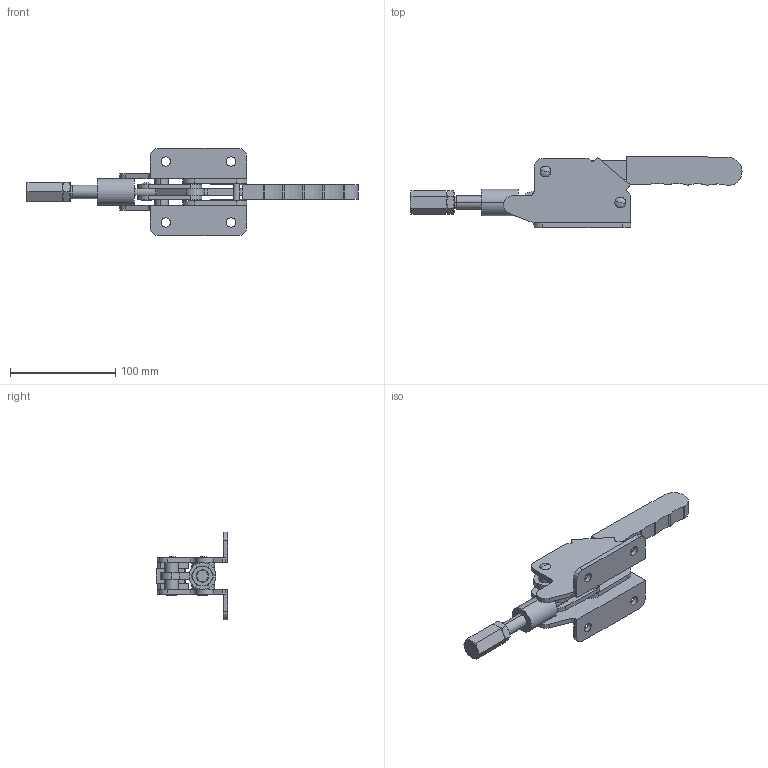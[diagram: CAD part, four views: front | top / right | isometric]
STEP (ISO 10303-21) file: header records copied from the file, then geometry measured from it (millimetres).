
FILE_DESCRIPTION (( 'STEP AP214' ), '1' );
FILE_NAME ('GH-30290M(Â²¤Æ).STEP', '2020-07-06T06:52:58', ( 'LinWei' ), ( '' ), 'SwSTEP 2.0', 'SolidWorks 2016', '' );
FILE_SCHEMA (( 'AUTOMOTIVE_DESIGN' ));
Length unit declared in the file: millimetre
Products named in the file (7): 430290M33-1^GH-30290M(簡化); Group6^GH-30290M(簡化); Group4^GH-30290M(簡化); Group3^GH-30290M(簡化); Group2^GH-30290M(簡化); Group1^GH-30290M(簡化); GH-30290M(簡化)
Assembly tree (6 placements, depth 2):
  GH-30290M(簡化)
    Group1^GH-30290M(簡化)
    Group2^GH-30290M(簡化)
    Group3^GH-30290M(簡化)
    Group4^GH-30290M(簡化)
    Group6^GH-30290M(簡化)
    430290M33-1^GH-30290M(簡化)
Bounding box: 315.76 x 68.04 x 83 mm (x, y, z)
Volume: 191151.4 mm3; surface area: 82782.4 mm2
Topology: 9 solids, 9 shells, 226 faces, 577 edges, 385 vertices
Faces by surface type: cylinder 109, plane 99, cone 12, sphere 6
Entity records: 7870 total; most frequent: CARTESIAN_POINT 1481, DIRECTION 1259, ORIENTED_EDGE 1154, EDGE_CURVE 577, AXIS2_PLACEMENT_3D 483, VERTEX_POINT 385, VECTOR 293, LINE 293
